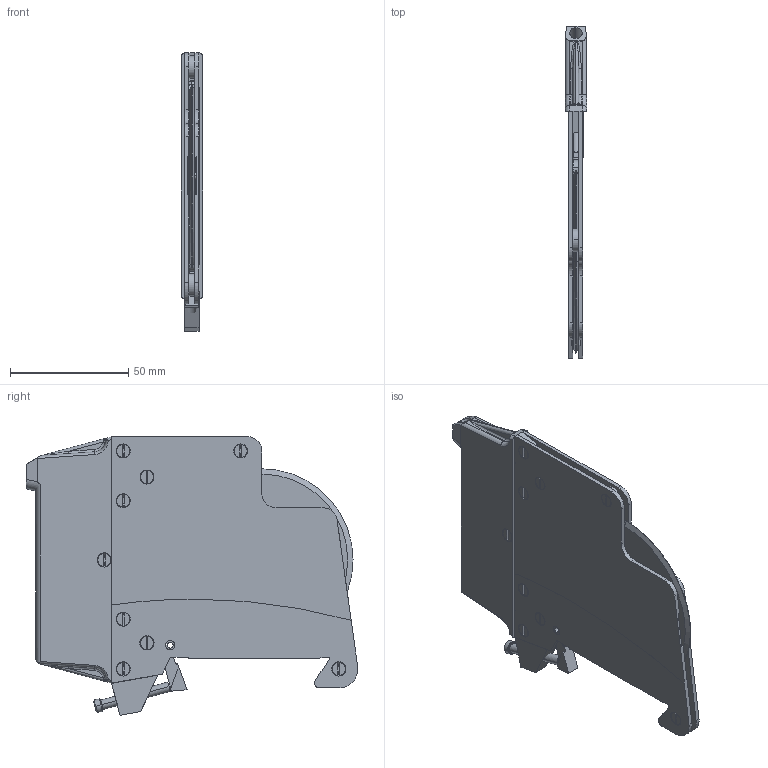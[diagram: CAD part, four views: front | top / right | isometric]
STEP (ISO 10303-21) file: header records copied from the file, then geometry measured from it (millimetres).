
FILE_DESCRIPTION (( 'STEP AP214' ), '1' );
FILE_NAME ('021117.STEP', '2022-06-22T19:17:30', ( '' ), ( '' ), 'SwSTEP 2.0', 'SolidWorks 2021', '' );
FILE_SCHEMA (( 'AUTOMOTIVE_DESIGN' ));
Length unit declared in the file: inch
Products named in the file (1): 021117
Bounding box: 9.06 x 140 x 117.55 mm (x, y, z)
Surface area: 56495 mm2 (no closed solid volume)
Topology: 0 solids, 41 shells, 328 faces, 1043 edges, 747 vertices
Faces by surface type: plane 161, cylinder 106, cone 31, bspline 16, torus 14
Entity records: 16316 total; most frequent: CARTESIAN_POINT 2940, DIRECTION 1897, ORIENTED_EDGE 1721, EDGE_CURVE 1039, VERTEX_POINT 747, AXIS2_PLACEMENT_3D 671, LINE 555, VECTOR 555
